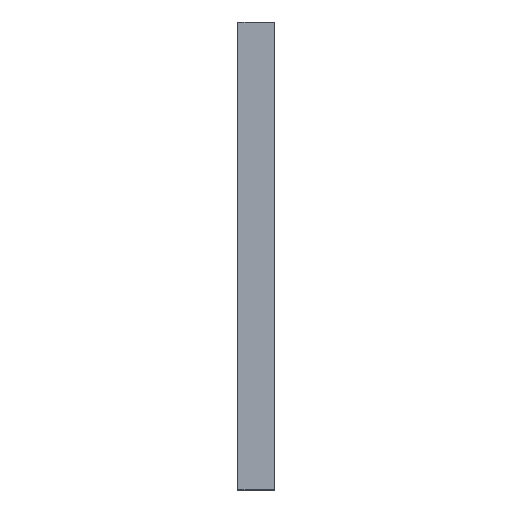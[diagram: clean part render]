
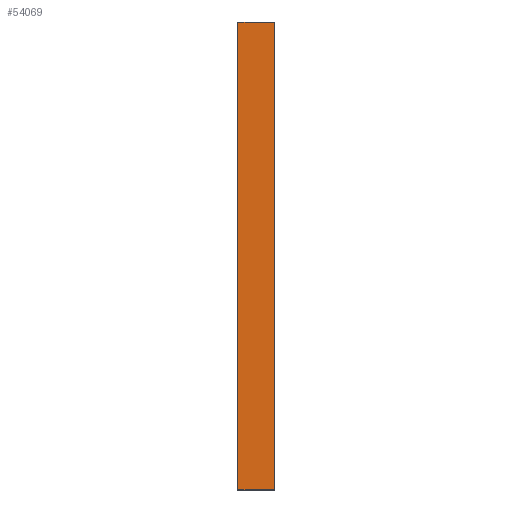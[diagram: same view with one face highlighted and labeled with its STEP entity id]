
A CAD part, front view. The second image highlights one B-rep face of the part: STEP entity #54069.
In plain terms, the highlighted planar face has unit normal (0, -1, 0).
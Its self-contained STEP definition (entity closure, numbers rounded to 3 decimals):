
#39122 = PLANE('',#39123);
#39123 = AXIS2_PLACEMENT_3D('',#39124,#39125,#39126);
#39124 = CARTESIAN_POINT('',(6.,-12.45,0.05));
#39125 = DIRECTION('',(0.,0.707,0.707));
#39126 = DIRECTION('',(1.,0.,0.));
#39476 = PLANE('',#39477);
#39477 = AXIS2_PLACEMENT_3D('',#39478,#39479,#39480);
#39478 = CARTESIAN_POINT('',(6.,-12.45,149.95));
#39479 = DIRECTION('',(0.,-0.707,
    0.707));
#39480 = DIRECTION('',(1.,0.,0.));
#39809 = PLANE('',#39810);
#39810 = AXIS2_PLACEMENT_3D('',#39811,#39812,#39813);
#39811 = CARTESIAN_POINT('',(-5.9,-12.4,0.));
#39812 = DIRECTION('',(-0.707,-0.707,
    0.));
#39813 = DIRECTION('',(0.,0.,1.));
#46200 = VERTEX_POINT('',#46201);
#46201 = CARTESIAN_POINT('',(5.9,-12.5,0.1));
#46222 = EDGE_CURVE('',#46200,#46223,#46225,.T.);
#46223 = VERTEX_POINT('',#46224);
#46224 = CARTESIAN_POINT('',(-5.8,-12.5,0.1));
#46225 = SURFACE_CURVE('',#46226,(#46230,#46237),.PCURVE_S1.);
#46226 = LINE('',#46227,#46228);
#46227 = CARTESIAN_POINT('',(6.,-12.5,0.1));
#46228 = VECTOR('',#46229,1.);
#46229 = DIRECTION('',(-1.,0.,0.));
#46230 = PCURVE('',#39122,#46231);
#46231 = DEFINITIONAL_REPRESENTATION('',(#46232),#46236);
#46232 = LINE('',#46233,#46234);
#46233 = CARTESIAN_POINT('',(0.,-0.071));
#46234 = VECTOR('',#46235,1.);
#46235 = DIRECTION('',(-1.,0.));
#46236 = ( GEOMETRIC_REPRESENTATION_CONTEXT(2) 
PARAMETRIC_REPRESENTATION_CONTEXT() REPRESENTATION_CONTEXT('2D SPACE',''
  ) );
#46237 = PCURVE('',#46238,#46243);
#46238 = PLANE('',#46239);
#46239 = AXIS2_PLACEMENT_3D('',#46240,#46241,#46242);
#46240 = CARTESIAN_POINT('',(6.,-12.5,0.));
#46241 = DIRECTION('',(0.,-1.,0.));
#46242 = DIRECTION('',(-1.,0.,0.));
#46243 = DEFINITIONAL_REPRESENTATION('',(#46244),#46248);
#46244 = LINE('',#46245,#46246);
#46245 = CARTESIAN_POINT('',(0.,-0.1));
#46246 = VECTOR('',#46247,1.);
#46247 = DIRECTION('',(1.,0.));
#46248 = ( GEOMETRIC_REPRESENTATION_CONTEXT(2) 
PARAMETRIC_REPRESENTATION_CONTEXT() REPRESENTATION_CONTEXT('2D SPACE',''
  ) );
#46517 = VERTEX_POINT('',#46518);
#46518 = CARTESIAN_POINT('',(5.9,-12.5,149.9));
#46539 = EDGE_CURVE('',#46517,#46540,#46542,.T.);
#46540 = VERTEX_POINT('',#46541);
#46541 = CARTESIAN_POINT('',(-5.8,-12.5,149.9));
#46542 = SURFACE_CURVE('',#46543,(#46547,#46554),.PCURVE_S1.);
#46543 = LINE('',#46544,#46545);
#46544 = CARTESIAN_POINT('',(6.,-12.5,149.9));
#46545 = VECTOR('',#46546,1.);
#46546 = DIRECTION('',(-1.,0.,0.));
#46547 = PCURVE('',#39476,#46548);
#46548 = DEFINITIONAL_REPRESENTATION('',(#46549),#46553);
#46549 = LINE('',#46550,#46551);
#46550 = CARTESIAN_POINT('',(0.,-0.071));
#46551 = VECTOR('',#46552,1.);
#46552 = DIRECTION('',(-1.,0.));
#46553 = ( GEOMETRIC_REPRESENTATION_CONTEXT(2) 
PARAMETRIC_REPRESENTATION_CONTEXT() REPRESENTATION_CONTEXT('2D SPACE',''
  ) );
#46554 = PCURVE('',#46238,#46555);
#46555 = DEFINITIONAL_REPRESENTATION('',(#46556),#46560);
#46556 = LINE('',#46557,#46558);
#46557 = CARTESIAN_POINT('',(0.,-149.9));
#46558 = VECTOR('',#46559,1.);
#46559 = DIRECTION('',(1.,0.));
#46560 = ( GEOMETRIC_REPRESENTATION_CONTEXT(2) 
PARAMETRIC_REPRESENTATION_CONTEXT() REPRESENTATION_CONTEXT('2D SPACE',''
  ) );
#46641 = EDGE_CURVE('',#46223,#46540,#46642,.T.);
#46642 = SURFACE_CURVE('',#46643,(#46647,#46654),.PCURVE_S1.);
#46643 = LINE('',#46644,#46645);
#46644 = CARTESIAN_POINT('',(-5.8,-12.5,0.));
#46645 = VECTOR('',#46646,1.);
#46646 = DIRECTION('',(0.,0.,1.));
#46647 = PCURVE('',#39809,#46648);
#46648 = DEFINITIONAL_REPRESENTATION('',(#46649),#46653);
#46649 = LINE('',#46650,#46651);
#46650 = CARTESIAN_POINT('',(0.,-0.141));
#46651 = VECTOR('',#46652,1.);
#46652 = DIRECTION('',(1.,0.));
#46653 = ( GEOMETRIC_REPRESENTATION_CONTEXT(2) 
PARAMETRIC_REPRESENTATION_CONTEXT() REPRESENTATION_CONTEXT('2D SPACE',''
  ) );
#46654 = PCURVE('',#46238,#46655);
#46655 = DEFINITIONAL_REPRESENTATION('',(#46656),#46660);
#46656 = LINE('',#46657,#46658);
#46657 = CARTESIAN_POINT('',(11.8,0.));
#46658 = VECTOR('',#46659,1.);
#46659 = DIRECTION('',(0.,-1.));
#46660 = ( GEOMETRIC_REPRESENTATION_CONTEXT(2) 
PARAMETRIC_REPRESENTATION_CONTEXT() REPRESENTATION_CONTEXT('2D SPACE',''
  ) );
#53875 = PLANE('',#53876);
#53876 = AXIS2_PLACEMENT_3D('',#53877,#53878,#53879);
#53877 = CARTESIAN_POINT('',(5.95,-12.45,0.));
#53878 = DIRECTION('',(0.707,-0.707,0.));
#53879 = DIRECTION('',(0.,0.,1.));
#54069 = ADVANCED_FACE('',(#54070),#46238,.T.);
#54070 = FACE_BOUND('',#54071,.T.);
#54071 = EDGE_LOOP('',(#54072,#54093,#54094,#54095));
#54072 = ORIENTED_EDGE('',*,*,#54073,.T.);
#54073 = EDGE_CURVE('',#46200,#46517,#54074,.T.);
#54074 = SURFACE_CURVE('',#54075,(#54079,#54086),.PCURVE_S1.);
#54075 = LINE('',#54076,#54077);
#54076 = CARTESIAN_POINT('',(5.9,-12.5,0.));
#54077 = VECTOR('',#54078,1.);
#54078 = DIRECTION('',(0.,0.,1.));
#54079 = PCURVE('',#46238,#54080);
#54080 = DEFINITIONAL_REPRESENTATION('',(#54081),#54085);
#54081 = LINE('',#54082,#54083);
#54082 = CARTESIAN_POINT('',(0.1,0.));
#54083 = VECTOR('',#54084,1.);
#54084 = DIRECTION('',(0.,-1.));
#54085 = ( GEOMETRIC_REPRESENTATION_CONTEXT(2) 
PARAMETRIC_REPRESENTATION_CONTEXT() REPRESENTATION_CONTEXT('2D SPACE',''
  ) );
#54086 = PCURVE('',#53875,#54087);
#54087 = DEFINITIONAL_REPRESENTATION('',(#54088),#54092);
#54088 = LINE('',#54089,#54090);
#54089 = CARTESIAN_POINT('',(0.,0.071));
#54090 = VECTOR('',#54091,1.);
#54091 = DIRECTION('',(1.,0.));
#54092 = ( GEOMETRIC_REPRESENTATION_CONTEXT(2) 
PARAMETRIC_REPRESENTATION_CONTEXT() REPRESENTATION_CONTEXT('2D SPACE',''
  ) );
#54093 = ORIENTED_EDGE('',*,*,#46539,.T.);
#54094 = ORIENTED_EDGE('',*,*,#46641,.F.);
#54095 = ORIENTED_EDGE('',*,*,#46222,.F.);
